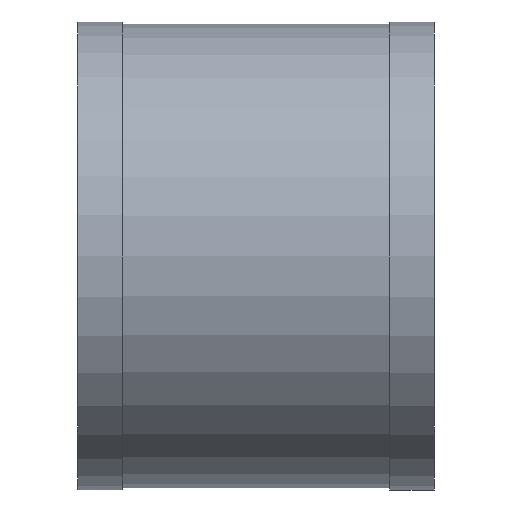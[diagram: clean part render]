
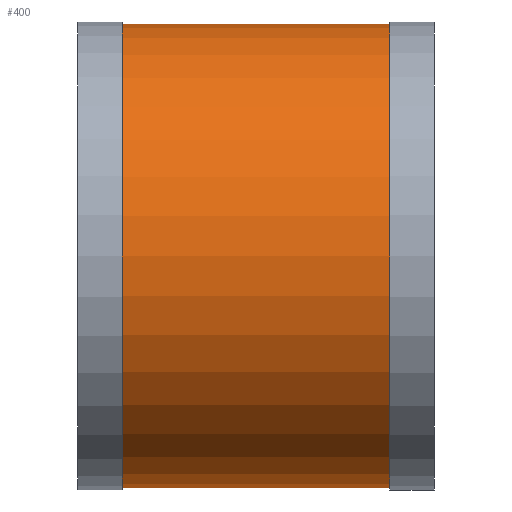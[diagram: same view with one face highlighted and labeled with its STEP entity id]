
A CAD part, left-side view. The second image highlights one B-rep face of the part: STEP entity #400.
In plain terms, the highlighted cylindrical face has radius 3.962 mm (diameter 7.925 mm), a full revolution.
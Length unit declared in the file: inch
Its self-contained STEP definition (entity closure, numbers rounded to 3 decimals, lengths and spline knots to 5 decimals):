
#13 = FACE_OUTER_BOUND ( 'NONE', #150, .T. ) ;
#33 = AXIS2_PLACEMENT_3D ( 'NONE', #412, #189, #80 ) ;
#49 = DIRECTION ( 'NONE',  ( 0., -1., 0. ) ) ;
#51 = AXIS2_PLACEMENT_3D ( 'NONE', #236, #49, #126 ) ;
#67 = EDGE_CURVE ( 'NONE', #425, #425, #405, .T. ) ;
#80 = DIRECTION ( 'NONE',  ( 0., 0., -1. ) ) ;
#115 = AXIS2_PLACEMENT_3D ( 'NONE', #262, #291, #119 ) ;
#119 = DIRECTION ( 'NONE',  ( 0., 0., -1. ) ) ;
#126 = DIRECTION ( 'NONE',  ( 0., 0., -1. ) ) ;
#138 = ORIENTED_EDGE ( 'NONE', *, *, #67, .F. ) ;
#150 = EDGE_LOOP ( 'NONE', ( #138 ) ) ;
#173 = CARTESIAN_POINT ( 'NONE',  ( 0., 0.03, -0.156 ) ) ;
#187 = EDGE_CURVE ( 'NONE', #334, #334, #273, .T. ) ;
#189 = DIRECTION ( 'NONE',  ( 0., -1., 0. ) ) ;
#236 = CARTESIAN_POINT ( 'NONE',  ( 0., 0.03, 0. ) ) ;
#262 = CARTESIAN_POINT ( 'NONE',  ( 0., 0., 0. ) ) ;
#273 = CIRCLE ( 'NONE', #33, 0.156 ) ;
#291 = DIRECTION ( 'NONE',  ( 0., -1., 0. ) ) ;
#315 = CARTESIAN_POINT ( 'NONE',  ( 0., 0.21, -0.156 ) ) ;
#331 = CYLINDRICAL_SURFACE ( 'NONE', #115, 0.156 ) ;
#334 = VERTEX_POINT ( 'NONE', #315 ) ;
#337 = ORIENTED_EDGE ( 'NONE', *, *, #187, .T. ) ;
#390 = FACE_OUTER_BOUND ( 'NONE', #464, .T. ) ;
#400 = ADVANCED_FACE ( 'NONE', ( #390, #13 ), #331, .T. ) ;
#405 = CIRCLE ( 'NONE', #51, 0.156 ) ;
#412 = CARTESIAN_POINT ( 'NONE',  ( 0., 0.21, 0. ) ) ;
#425 = VERTEX_POINT ( 'NONE', #173 ) ;
#464 = EDGE_LOOP ( 'NONE', ( #337 ) ) ;
